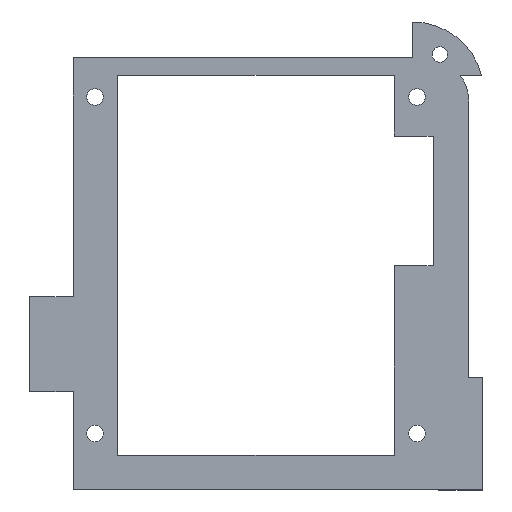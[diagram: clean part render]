
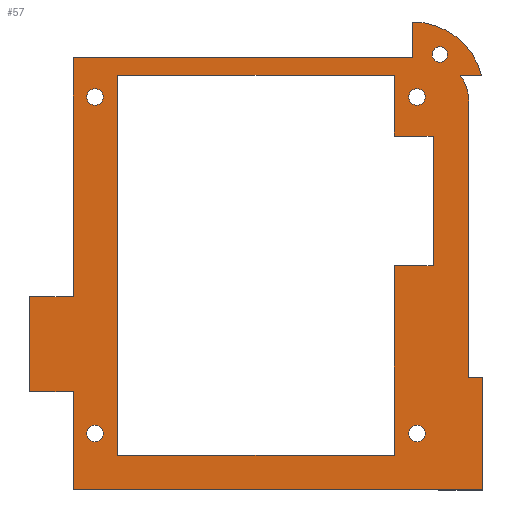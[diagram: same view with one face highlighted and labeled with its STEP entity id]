
A CAD part, top view. The second image highlights one B-rep face of the part: STEP entity #57.
In plain terms, the highlighted planar face has unit normal (0, 0, 1).
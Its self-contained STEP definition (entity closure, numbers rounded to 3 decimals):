
#21 = EDGE_CURVE('',#22,#24,#26,.T.);
#22 = VERTEX_POINT('',#23);
#23 = CARTESIAN_POINT('',(-21.15,36.,0.));
#24 = VERTEX_POINT('',#25);
#25 = CARTESIAN_POINT('',(-21.15,8.35,0.));
#26 = LINE('',#27,#28);
#27 = CARTESIAN_POINT('',(-21.15,36.,0.));
#28 = VECTOR('',#29,1.);
#29 = DIRECTION('',(0.,-1.,0.));
#57 = ADVANCED_FACE('',(#58,#165,#176,#187,#253,#264,#275),#286,.T.);
#58 = FACE_BOUND('',#59,.T.);
#59 = EDGE_LOOP('',(#60,#68,#69,#77,#85,#93,#101,#109,#117,#125,#133,
    #142,#150,#159));
#60 = ORIENTED_EDGE('',*,*,#61,.T.);
#61 = EDGE_CURVE('',#62,#22,#64,.T.);
#62 = VERTEX_POINT('',#63);
#63 = CARTESIAN_POINT('',(18.1,36.,0.));
#64 = LINE('',#65,#66);
#65 = CARTESIAN_POINT('',(19.625,36.,0.));
#66 = VECTOR('',#67,1.);
#67 = DIRECTION('',(-1.,0.,0.));
#68 = ORIENTED_EDGE('',*,*,#21,.T.);
#69 = ORIENTED_EDGE('',*,*,#70,.T.);
#70 = EDGE_CURVE('',#24,#71,#73,.T.);
#71 = VERTEX_POINT('',#72);
#72 = CARTESIAN_POINT('',(-26.2,8.35,0.));
#73 = LINE('',#74,#75);
#74 = CARTESIAN_POINT('',(-21.15,8.35,0.));
#75 = VECTOR('',#76,1.);
#76 = DIRECTION('',(-1.,0.,0.));
#77 = ORIENTED_EDGE('',*,*,#78,.T.);
#78 = EDGE_CURVE('',#71,#79,#81,.T.);
#79 = VERTEX_POINT('',#80);
#80 = CARTESIAN_POINT('',(-26.2,-2.65,0.));
#81 = LINE('',#82,#83);
#82 = CARTESIAN_POINT('',(-26.2,8.35,0.));
#83 = VECTOR('',#84,1.);
#84 = DIRECTION('',(0.,-1.,0.));
#85 = ORIENTED_EDGE('',*,*,#86,.T.);
#86 = EDGE_CURVE('',#79,#87,#89,.T.);
#87 = VERTEX_POINT('',#88);
#88 = CARTESIAN_POINT('',(-21.15,-2.65,0.));
#89 = LINE('',#90,#91);
#90 = CARTESIAN_POINT('',(-26.2,-2.65,0.));
#91 = VECTOR('',#92,1.);
#92 = DIRECTION('',(1.,0.,0.));
#93 = ORIENTED_EDGE('',*,*,#94,.T.);
#94 = EDGE_CURVE('',#87,#95,#97,.T.);
#95 = VERTEX_POINT('',#96);
#96 = CARTESIAN_POINT('',(-21.15,-14.,0.));
#97 = LINE('',#98,#99);
#98 = CARTESIAN_POINT('',(-21.15,36.,0.));
#99 = VECTOR('',#100,1.);
#100 = DIRECTION('',(0.,-1.,0.));
#101 = ORIENTED_EDGE('',*,*,#102,.T.);
#102 = EDGE_CURVE('',#95,#103,#105,.T.);
#103 = VERTEX_POINT('',#104);
#104 = CARTESIAN_POINT('',(26.2,-14.,0.));
#105 = LINE('',#106,#107);
#106 = CARTESIAN_POINT('',(-21.15,-14.,0.));
#107 = VECTOR('',#108,1.);
#108 = DIRECTION('',(1.,0.,0.));
#109 = ORIENTED_EDGE('',*,*,#110,.T.);
#110 = EDGE_CURVE('',#103,#111,#113,.T.);
#111 = VERTEX_POINT('',#112);
#112 = CARTESIAN_POINT('',(26.2,-1.,0.));
#113 = LINE('',#114,#115);
#114 = CARTESIAN_POINT('',(26.2,-14.,0.));
#115 = VECTOR('',#116,1.);
#116 = DIRECTION('',(0.,1.,0.));
#117 = ORIENTED_EDGE('',*,*,#118,.T.);
#118 = EDGE_CURVE('',#111,#119,#121,.T.);
#119 = VERTEX_POINT('',#120);
#120 = CARTESIAN_POINT('',(24.625,-1.,0.));
#121 = LINE('',#122,#123);
#122 = CARTESIAN_POINT('',(26.2,-1.,0.));
#123 = VECTOR('',#124,1.);
#124 = DIRECTION('',(-1.,0.,0.));
#125 = ORIENTED_EDGE('',*,*,#126,.T.);
#126 = EDGE_CURVE('',#119,#127,#129,.T.);
#127 = VERTEX_POINT('',#128);
#128 = CARTESIAN_POINT('',(24.625,31.,0.));
#129 = LINE('',#130,#131);
#130 = CARTESIAN_POINT('',(24.625,-14.,0.));
#131 = VECTOR('',#132,1.);
#132 = DIRECTION('',(0.,1.,0.));
#133 = ORIENTED_EDGE('',*,*,#134,.T.);
#134 = EDGE_CURVE('',#127,#135,#137,.T.);
#135 = VERTEX_POINT('',#136);
#136 = CARTESIAN_POINT('',(23.625,34.,0.));
#137 = CIRCLE('',#138,5.);
#138 = AXIS2_PLACEMENT_3D('',#139,#140,#141);
#139 = CARTESIAN_POINT('',(19.625,31.,0.));
#140 = DIRECTION('',(0.,0.,1.));
#141 = DIRECTION('',(1.,0.,0.));
#142 = ORIENTED_EDGE('',*,*,#143,.T.);
#143 = EDGE_CURVE('',#135,#144,#146,.T.);
#144 = VERTEX_POINT('',#145);
#145 = CARTESIAN_POINT('',(26.117,34.,0.));
#146 = LINE('',#147,#148);
#147 = CARTESIAN_POINT('',(18.1,34.,0.));
#148 = VECTOR('',#149,1.);
#149 = DIRECTION('',(1.,0.,0.));
#150 = ORIENTED_EDGE('',*,*,#151,.T.);
#151 = EDGE_CURVE('',#144,#152,#154,.T.);
#152 = VERTEX_POINT('',#153);
#153 = CARTESIAN_POINT('',(18.1,40.15,0.));
#154 = CIRCLE('',#155,8.3);
#155 = AXIS2_PLACEMENT_3D('',#156,#157,#158);
#156 = CARTESIAN_POINT('',(18.1,31.85,0.));
#157 = DIRECTION('',(0.,0.,1.));
#158 = DIRECTION('',(1.,0.,0.));
#159 = ORIENTED_EDGE('',*,*,#160,.F.);
#160 = EDGE_CURVE('',#62,#152,#161,.T.);
#161 = LINE('',#162,#163);
#162 = CARTESIAN_POINT('',(18.1,36.,0.));
#163 = VECTOR('',#164,1.);
#164 = DIRECTION('',(0.,1.,0.));
#165 = FACE_BOUND('',#166,.T.);
#166 = EDGE_LOOP('',(#167));
#167 = ORIENTED_EDGE('',*,*,#168,.F.);
#168 = EDGE_CURVE('',#169,#169,#171,.T.);
#169 = VERTEX_POINT('',#170);
#170 = CARTESIAN_POINT('',(-17.675,-7.475,0.));
#171 = CIRCLE('',#172,0.95);
#172 = AXIS2_PLACEMENT_3D('',#173,#174,#175);
#173 = CARTESIAN_POINT('',(-18.625,-7.475,0.));
#174 = DIRECTION('',(0.,0.,1.));
#175 = DIRECTION('',(1.,0.,0.));
#176 = FACE_BOUND('',#177,.T.);
#177 = EDGE_LOOP('',(#178));
#178 = ORIENTED_EDGE('',*,*,#179,.F.);
#179 = EDGE_CURVE('',#180,#180,#182,.T.);
#180 = VERTEX_POINT('',#181);
#181 = CARTESIAN_POINT('',(19.575,-7.475,0.));
#182 = CIRCLE('',#183,0.95);
#183 = AXIS2_PLACEMENT_3D('',#184,#185,#186);
#184 = CARTESIAN_POINT('',(18.625,-7.475,0.));
#185 = DIRECTION('',(0.,0.,1.));
#186 = DIRECTION('',(1.,0.,0.));
#187 = FACE_BOUND('',#188,.T.);
#188 = EDGE_LOOP('',(#189,#199,#207,#215,#223,#231,#239,#247));
#189 = ORIENTED_EDGE('',*,*,#190,.F.);
#190 = EDGE_CURVE('',#191,#193,#195,.T.);
#191 = VERTEX_POINT('',#192);
#192 = CARTESIAN_POINT('',(-16.,34.,0.));
#193 = VERTEX_POINT('',#194);
#194 = CARTESIAN_POINT('',(-16.,-10.,0.));
#195 = LINE('',#196,#197);
#196 = CARTESIAN_POINT('',(-16.,34.,0.));
#197 = VECTOR('',#198,1.);
#198 = DIRECTION('',(0.,-1.,0.));
#199 = ORIENTED_EDGE('',*,*,#200,.F.);
#200 = EDGE_CURVE('',#201,#191,#203,.T.);
#201 = VERTEX_POINT('',#202);
#202 = CARTESIAN_POINT('',(16.,34.,0.));
#203 = LINE('',#204,#205);
#204 = CARTESIAN_POINT('',(16.,34.,0.));
#205 = VECTOR('',#206,1.);
#206 = DIRECTION('',(-1.,0.,0.));
#207 = ORIENTED_EDGE('',*,*,#208,.T.);
#208 = EDGE_CURVE('',#201,#209,#211,.T.);
#209 = VERTEX_POINT('',#210);
#210 = CARTESIAN_POINT('',(16.,26.95,0.));
#211 = LINE('',#212,#213);
#212 = CARTESIAN_POINT('',(16.,34.,0.));
#213 = VECTOR('',#214,1.);
#214 = DIRECTION('',(0.,-1.,0.));
#215 = ORIENTED_EDGE('',*,*,#216,.T.);
#216 = EDGE_CURVE('',#209,#217,#219,.T.);
#217 = VERTEX_POINT('',#218);
#218 = CARTESIAN_POINT('',(20.5,26.95,0.));
#219 = LINE('',#220,#221);
#220 = CARTESIAN_POINT('',(16.,26.95,0.));
#221 = VECTOR('',#222,1.);
#222 = DIRECTION('',(1.,0.,0.));
#223 = ORIENTED_EDGE('',*,*,#224,.T.);
#224 = EDGE_CURVE('',#217,#225,#227,.T.);
#225 = VERTEX_POINT('',#226);
#226 = CARTESIAN_POINT('',(20.5,11.95,0.));
#227 = LINE('',#228,#229);
#228 = CARTESIAN_POINT('',(20.5,26.95,0.));
#229 = VECTOR('',#230,1.);
#230 = DIRECTION('',(0.,-1.,0.));
#231 = ORIENTED_EDGE('',*,*,#232,.T.);
#232 = EDGE_CURVE('',#225,#233,#235,.T.);
#233 = VERTEX_POINT('',#234);
#234 = CARTESIAN_POINT('',(16.,11.95,0.));
#235 = LINE('',#236,#237);
#236 = CARTESIAN_POINT('',(20.5,11.95,0.));
#237 = VECTOR('',#238,1.);
#238 = DIRECTION('',(-1.,0.,0.));
#239 = ORIENTED_EDGE('',*,*,#240,.T.);
#240 = EDGE_CURVE('',#233,#241,#243,.T.);
#241 = VERTEX_POINT('',#242);
#242 = CARTESIAN_POINT('',(16.,-10.,0.));
#243 = LINE('',#244,#245);
#244 = CARTESIAN_POINT('',(16.,11.95,0.));
#245 = VECTOR('',#246,1.);
#246 = DIRECTION('',(0.,-1.,0.));
#247 = ORIENTED_EDGE('',*,*,#248,.F.);
#248 = EDGE_CURVE('',#193,#241,#249,.T.);
#249 = LINE('',#250,#251);
#250 = CARTESIAN_POINT('',(-16.,-10.,0.));
#251 = VECTOR('',#252,1.);
#252 = DIRECTION('',(1.,0.,0.));
#253 = FACE_BOUND('',#254,.T.);
#254 = EDGE_LOOP('',(#255));
#255 = ORIENTED_EDGE('',*,*,#256,.F.);
#256 = EDGE_CURVE('',#257,#257,#259,.T.);
#257 = VERTEX_POINT('',#258);
#258 = CARTESIAN_POINT('',(-17.675,31.475,0.));
#259 = CIRCLE('',#260,0.95);
#260 = AXIS2_PLACEMENT_3D('',#261,#262,#263);
#261 = CARTESIAN_POINT('',(-18.625,31.475,0.));
#262 = DIRECTION('',(0.,0.,1.));
#263 = DIRECTION('',(1.,0.,0.));
#264 = FACE_BOUND('',#265,.T.);
#265 = EDGE_LOOP('',(#266));
#266 = ORIENTED_EDGE('',*,*,#267,.F.);
#267 = EDGE_CURVE('',#268,#268,#270,.T.);
#268 = VERTEX_POINT('',#269);
#269 = CARTESIAN_POINT('',(19.575,31.475,0.));
#270 = CIRCLE('',#271,0.95);
#271 = AXIS2_PLACEMENT_3D('',#272,#273,#274);
#272 = CARTESIAN_POINT('',(18.625,31.475,0.));
#273 = DIRECTION('',(0.,0.,1.));
#274 = DIRECTION('',(1.,0.,0.));
#275 = FACE_BOUND('',#276,.T.);
#276 = EDGE_LOOP('',(#277));
#277 = ORIENTED_EDGE('',*,*,#278,.F.);
#278 = EDGE_CURVE('',#279,#279,#281,.T.);
#279 = VERTEX_POINT('',#280);
#280 = CARTESIAN_POINT('',(22.192,36.392,0.));
#281 = CIRCLE('',#282,0.9);
#282 = AXIS2_PLACEMENT_3D('',#283,#284,#285);
#283 = CARTESIAN_POINT('',(21.292,36.392,0.));
#284 = DIRECTION('',(0.,0.,1.));
#285 = DIRECTION('',(1.,0.,0.));
#286 = PLANE('',#287);
#287 = AXIS2_PLACEMENT_3D('',#288,#289,#290);
#288 = CARTESIAN_POINT('',(1.571,11.525,0.));
#289 = DIRECTION('',(0.,0.,1.));
#290 = DIRECTION('',(1.,0.,0.));
